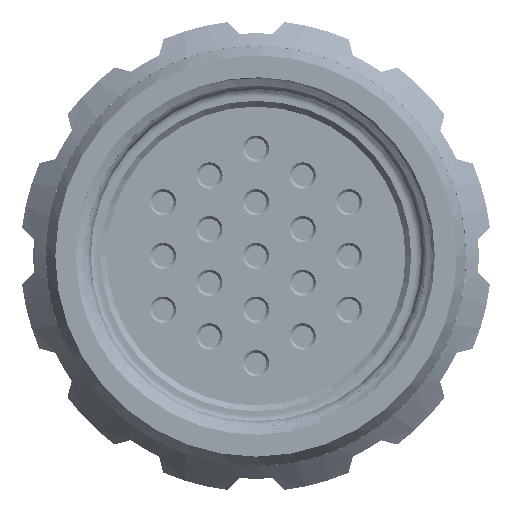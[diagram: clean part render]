
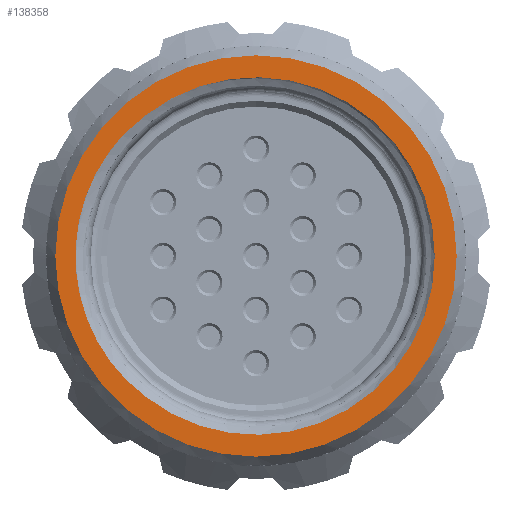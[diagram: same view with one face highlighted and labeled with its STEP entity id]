
A CAD part, left-side view. The second image highlights one B-rep face of the part: STEP entity #138358.
In plain terms, the highlighted planar face has unit normal (-1, 0, 0).
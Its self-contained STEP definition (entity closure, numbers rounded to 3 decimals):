
#9351=CARTESIAN_POINT('',(-13.05,0.,0.));
#9352=DIRECTION('',(-1.,0.,0.));
#9353=DIRECTION('',(0.,1.,0.));
#9354=AXIS2_PLACEMENT_3D('',#9351,#9352,#9353);
#9356=CARTESIAN_POINT('',(-13.05,0.,0.));
#9357=DIRECTION('',(1.,0.,0.));
#9358=DIRECTION('',(0.,1.,0.));
#9359=AXIS2_PLACEMENT_3D('',#9356,#9357,#9358);
#9361=CARTESIAN_POINT('',(-13.05,7.989,7.62));
#9362=CARTESIAN_POINT('',(-13.05,7.894,7.714));
#9363=CARTESIAN_POINT('',(-13.05,7.702,7.899));
#9364=CARTESIAN_POINT('',(-13.05,7.403,8.166));
#9365=CARTESIAN_POINT('',(-13.05,7.096,8.422));
#9366=CARTESIAN_POINT('',(-13.05,6.885,8.584));
#9367=CARTESIAN_POINT('',(-13.05,6.778,8.664));
#9369=CARTESIAN_POINT('',(-13.05,7.989,-7.62));
#9370=CARTESIAN_POINT('',(-13.05,8.075,-7.534));
#9371=CARTESIAN_POINT('',(-13.05,8.245,-7.357));
#9372=CARTESIAN_POINT('',(-13.05,8.499,-7.075));
#9373=CARTESIAN_POINT('',(-13.05,8.744,-6.78));
#9374=CARTESIAN_POINT('',(-13.05,8.981,-6.473));
#9375=CARTESIAN_POINT('',(-13.05,9.208,-6.156));
#9376=CARTESIAN_POINT('',(-13.05,9.424,-5.829));
#9377=CARTESIAN_POINT('',(-13.05,9.628,-5.493));
#9378=CARTESIAN_POINT('',(-13.05,9.821,-5.149));
#9379=CARTESIAN_POINT('',(-13.05,10.001,-4.797));
#9380=CARTESIAN_POINT('',(-13.05,10.169,-4.439));
#9381=CARTESIAN_POINT('',(-13.05,10.324,-4.074));
#9382=CARTESIAN_POINT('',(-13.05,10.465,-3.703));
#9383=CARTESIAN_POINT('',(-13.05,10.593,-3.328));
#9384=CARTESIAN_POINT('',(-13.05,10.707,-2.947));
#9385=CARTESIAN_POINT('',(-13.05,10.808,-2.562));
#9386=CARTESIAN_POINT('',(-13.05,10.894,-2.174));
#9387=CARTESIAN_POINT('',(-13.05,10.966,-1.783));
#9388=CARTESIAN_POINT('',(-13.05,11.024,-1.389));
#9389=CARTESIAN_POINT('',(-13.05,11.067,-0.994));
#9390=CARTESIAN_POINT('',(-13.05,11.096,-0.597));
#9391=CARTESIAN_POINT('',(-13.05,11.111,-0.199));
#9392=CARTESIAN_POINT('',(-13.05,11.111,0.199));
#9393=CARTESIAN_POINT('',(-13.05,11.096,0.597));
#9394=CARTESIAN_POINT('',(-13.05,11.067,0.994));
#9395=CARTESIAN_POINT('',(-13.05,11.024,1.389));
#9396=CARTESIAN_POINT('',(-13.05,10.966,1.783));
#9397=CARTESIAN_POINT('',(-13.05,10.894,2.174));
#9398=CARTESIAN_POINT('',(-13.05,10.808,2.562));
#9399=CARTESIAN_POINT('',(-13.05,10.707,2.947));
#9400=CARTESIAN_POINT('',(-13.05,10.593,3.328));
#9401=CARTESIAN_POINT('',(-13.05,10.465,3.704));
#9402=CARTESIAN_POINT('',(-13.05,10.324,4.074));
#9403=CARTESIAN_POINT('',(-13.05,10.169,4.439));
#9404=CARTESIAN_POINT('',(-13.05,10.001,4.797));
#9405=CARTESIAN_POINT('',(-13.05,9.821,5.149));
#9406=CARTESIAN_POINT('',(-13.05,9.628,5.493));
#9407=CARTESIAN_POINT('',(-13.05,9.424,5.829));
#9408=CARTESIAN_POINT('',(-13.05,9.208,6.156));
#9409=CARTESIAN_POINT('',(-13.05,8.981,6.473));
#9410=CARTESIAN_POINT('',(-13.05,8.744,6.78));
#9411=CARTESIAN_POINT('',(-13.05,8.499,7.075));
#9412=CARTESIAN_POINT('',(-13.05,8.245,7.357));
#9413=CARTESIAN_POINT('',(-13.05,8.075,7.534));
#9414=CARTESIAN_POINT('',(-13.05,7.989,7.62));
#9416=CARTESIAN_POINT('',(-13.05,6.778,-8.664));
#9417=CARTESIAN_POINT('',(-13.05,6.885,-8.584));
#9418=CARTESIAN_POINT('',(-13.05,7.096,-8.422));
#9419=CARTESIAN_POINT('',(-13.05,7.403,-8.166));
#9420=CARTESIAN_POINT('',(-13.05,7.702,-7.899));
#9421=CARTESIAN_POINT('',(-13.05,7.894,-7.714));
#9422=CARTESIAN_POINT('',(-13.05,7.989,-7.62));
#9602=CARTESIAN_POINT('',(-13.05,0.,0.));
#9603=DIRECTION('',(1.,0.,0.));
#9604=DIRECTION('',(0.,0.616,0.788));
#9605=AXIS2_PLACEMENT_3D('',#9602,#9603,#9604);
#103839=CARTESIAN_POINT('',(-13.05,12.348,0.));
#103841=VERTEX_POINT('',#103839);
#103854=CARTESIAN_POINT('',(-13.05,-12.348,0.));
#103855=VERTEX_POINT('',#103854);
#104083=VERTEX_POINT('',#9369);
#104084=VERTEX_POINT('',#9414);
#104085=VERTEX_POINT('',#9367);
#104086=VERTEX_POINT('',#9416);
#138339=CARTESIAN_POINT('',(-13.05,0.,0.));
#138340=DIRECTION('',(1.,0.,0.));
#138341=DIRECTION('',(0.,-1.,0.));
#138342=AXIS2_PLACEMENT_3D('',#138339,#138340,#138341);
#138343=PLANE('245',#138342);
#138344=ORIENTED_EDGE('9773',*,*,#122893,.F.);
#138345=ORIENTED_EDGE('9763',*,*,#137718,.T.);
#138346=EDGE_LOOP('245',(#138344,#138345));
#138347=FACE_OUTER_BOUND('245',#138346,.F.);
#138349=ORIENTED_EDGE('10059',*,*,#138348,.F.);
#138351=ORIENTED_EDGE('10050',*,*,#138350,.F.);
#138353=ORIENTED_EDGE('10049',*,*,#138352,.F.);
#138355=ORIENTED_EDGE('10051',*,*,#138354,.F.);
#138356=EDGE_LOOP('245',(#138349,#138351,#138353,#138355));
#138357=FACE_BOUND('245',#138356,.F.);
#9355=CIRCLE('9773',#9354,12.348);
#9360=CIRCLE('9763',#9359,12.348);
#9368=B_SPLINE_CURVE_WITH_KNOTS('10050',3,(#9361,#9362,#9363,#9364,#9365,#9366,
#9367),.UNSPECIFIED.,.F.,.F.,(4,1,1,1,4),(0.,0.25,0.5,0.75,1.),
.UNSPECIFIED.);
#9415=B_SPLINE_CURVE_WITH_KNOTS('10049',3,(#9369,#9370,#9371,#9372,#9373,#9374,
#9375,#9376,#9377,#9378,#9379,#9380,#9381,#9382,#9383,#9384,#9385,#9386,#9387,
#9388,#9389,#9390,#9391,#9392,#9393,#9394,#9395,#9396,#9397,#9398,#9399,#9400,
#9401,#9402,#9403,#9404,#9405,#9406,#9407,#9408,#9409,#9410,#9411,#9412,#9413,
#9414),.UNSPECIFIED.,.F.,.F.,(4,1,1,1,1,1,1,1,1,1,1,1,1,1,1,1,1,1,1,1,1,1,1,1,1,
1,1,1,1,1,1,1,1,1,1,1,1,1,1,1,1,1,1,4),(0.,0.023,
0.047,0.07,0.093,0.116,
0.14,0.163,0.186,0.209,
0.233,0.256,0.279,0.302,
0.326,0.349,0.372,0.395,
0.419,0.442,0.465,0.488,
0.512,0.535,0.558,0.581,
0.605,0.628,0.651,0.674,
0.698,0.721,0.744,0.767,
0.791,0.814,0.837,0.86,
0.884,0.907,0.93,0.953,
0.977,1.),.UNSPECIFIED.);
#9423=B_SPLINE_CURVE_WITH_KNOTS('10051',3,(#9416,#9417,#9418,#9419,#9420,#9421,
#9422),.UNSPECIFIED.,.F.,.F.,(4,1,1,1,4),(0.,0.25,0.5,0.75,1.),
.UNSPECIFIED.);
#9606=CIRCLE('10059',#9605,11.);
#122893=EDGE_CURVE('9773',#103841,#103855,#9355,.T.);
#137718=EDGE_CURVE('9763',#103841,#103855,#9360,.T.);
#138348=EDGE_CURVE('10059',#104085,#104086,#9606,.T.);
#138350=EDGE_CURVE('10050',#104084,#104085,#9368,.T.);
#138352=EDGE_CURVE('10049',#104083,#104084,#9415,.T.);
#138354=EDGE_CURVE('10051',#104086,#104083,#9423,.T.);
#138358=ADVANCED_FACE('245',(#138347,#138357),#138343,.F.);
